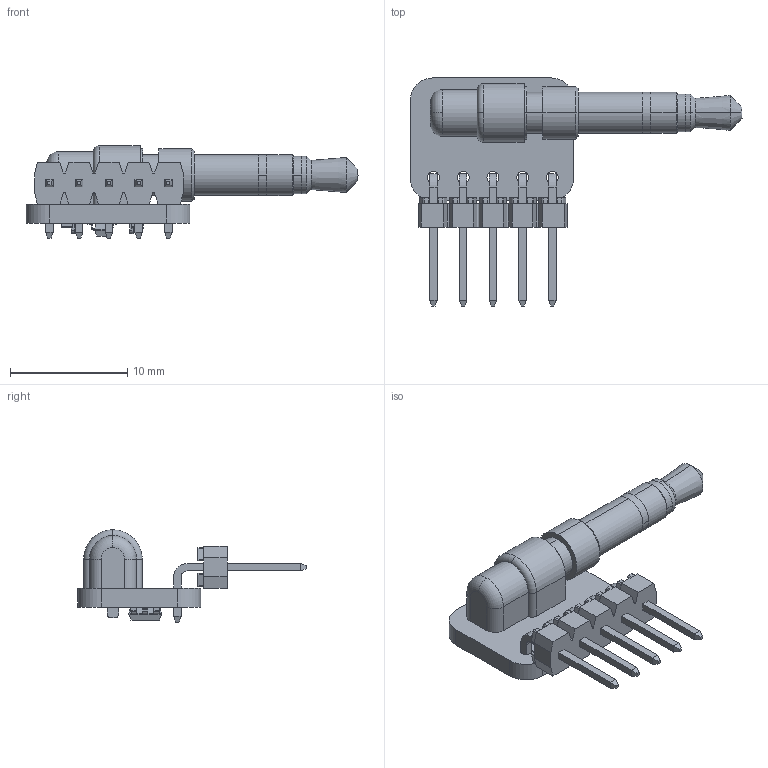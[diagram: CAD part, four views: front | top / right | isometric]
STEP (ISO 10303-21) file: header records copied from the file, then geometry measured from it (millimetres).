
FILE_DESCRIPTION(('Open CASCADE Model'),'2;1');
FILE_NAME('Open CASCADE Shape Model','2024-12-13T08:32:53',('Author'),( 'Open CASCADE'),'Open CASCADE STEP processor 7.5','Open CASCADE 7.5' ,'Unknown');
FILE_SCHEMA(('AUTOMOTIVE_DESIGN { 1 0 10303 214 1 1 1 1 }'));
Length unit declared in the file: millimetre
Products named in the file (19): PCB; Board; Open CASCADE STEP translator 7.5 3.1.1; R4; Resistor 0402; User Library-R SMD 0402_0402 BODY; User Library-R SMD 0402_0402 PAD; User Library-R SMD 0402_0402 OPIS; R3; R2; J2; Molex 90121-0765; R1; J1; SP-3533-02; C1; Capacitor 0402; U1; SOT-23-6
Assembly tree (22 placements, depth 4):
  PCB
    Board
      Open CASCADE STEP translator 7.5 3.1.1
    R4
      Resistor 0402
        User Library-R SMD 0402_0402 BODY
        User Library-R SMD 0402_0402 PAD  x2
        User Library-R SMD 0402_0402 OPIS
    R3
      Resistor 0402
        User Library-R SMD 0402_0402 BODY
        User Library-R SMD 0402_0402 PAD  x2
        User Library-R SMD 0402_0402 OPIS
    R2
      Resistor 0402
        User Library-R SMD 0402_0402 BODY
        User Library-R SMD 0402_0402 PAD  x2
        User Library-R SMD 0402_0402 OPIS
    J2
      Molex 90121-0765
    R1
      Resistor 0402
        User Library-R SMD 0402_0402 BODY
        User Library-R SMD 0402_0402 PAD  x2
        User Library-R SMD 0402_0402 OPIS
    J1
      SP-3533-02
    C1
      Capacitor 0402
    U1
      SOT-23-6
Bounding box: 28.35 x 19.5 x 7.9 mm (x, y, z)
Volume: 674.9 mm3; surface area: 1291.4 mm2
Topology: 25 solids, 26 shells, 988 faces, 2484 edges, 1596 vertices
Faces by surface type: plane 597, cylinder 229, bspline 132, sphere 16, cone 10, torus 4
Full cylindrical faces by diameter (mm): 1.016 x5
Entity records: 27629 total; most frequent: CARTESIAN_POINT 5543, ORIENTED_EDGE 3526, DIRECTION 3512, EDGE_CURVE 1763, LINE 1234, VECTOR 1234, AXIS2_PLACEMENT_3D 1139, VERTEX_POINT 1126
